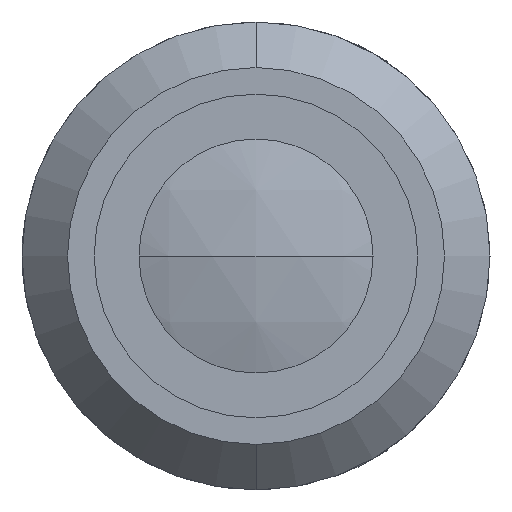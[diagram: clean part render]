
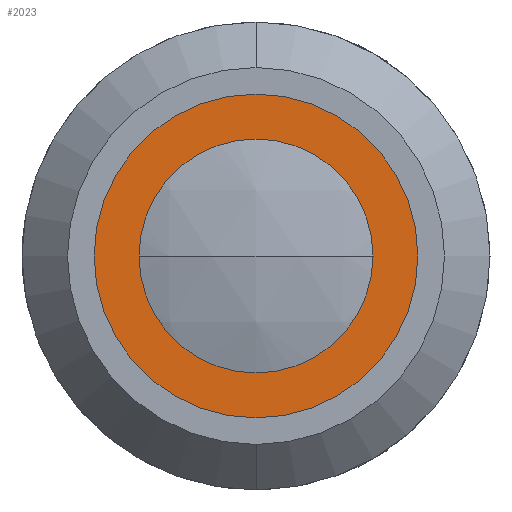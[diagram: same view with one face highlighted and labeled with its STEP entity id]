
A CAD part, left-side view. The second image highlights one B-rep face of the part: STEP entity #2023.
In plain terms, the highlighted planar face has unit normal (-1, 0, 0).
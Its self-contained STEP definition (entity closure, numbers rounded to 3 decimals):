
#75 = VERTEX_POINT ( 'NONE', #3674 ) ;
#89 = DIRECTION ( 'NONE',  ( 1., 0., 0. ) ) ;
#247 = EDGE_CURVE ( 'NONE', #2851, #75, #299, .T. ) ;
#299 = CIRCLE ( 'NONE', #887, 13.2 ) ;
#614 = AXIS2_PLACEMENT_3D ( 'NONE', #1390, #4186, #3391 ) ;
#679 = CARTESIAN_POINT ( 'NONE',  ( 3.5, 0., -9. ) ) ;
#725 = CARTESIAN_POINT ( 'NONE',  ( 3.5, 0., -13.2 ) ) ;
#887 = AXIS2_PLACEMENT_3D ( 'NONE', #1742, #3136, #4544 ) ;
#992 = AXIS2_PLACEMENT_3D ( 'NONE', #2015, #4434, #1971 ) ;
#1313 = VERTEX_POINT ( 'NONE', #679 ) ;
#1390 = CARTESIAN_POINT ( 'NONE',  ( 3.5, 0., 0. ) ) ;
#1492 = CARTESIAN_POINT ( 'NONE',  ( 3.5, 0., 0. ) ) ;
#1740 = ORIENTED_EDGE ( 'NONE', *, *, #1944, .F. ) ;
#1742 = CARTESIAN_POINT ( 'NONE',  ( 3.5, 0., 0. ) ) ;
#1807 = FACE_OUTER_BOUND ( 'NONE', #2042, .T. ) ;
#1902 = VERTEX_POINT ( 'NONE', #4537 ) ;
#1944 = EDGE_CURVE ( 'NONE', #1313, #1902, #3687, .T. ) ;
#1971 = DIRECTION ( 'NONE',  ( 0., 0., 1. ) ) ;
#2015 = CARTESIAN_POINT ( 'NONE',  ( 3.5, 0., 0. ) ) ;
#2023 = ADVANCED_FACE ( 'NONE', ( #2515, #1807 ), #2540, .F. ) ;
#2042 = EDGE_LOOP ( 'NONE', ( #3855, #4288 ) ) ;
#2379 = ORIENTED_EDGE ( 'NONE', *, *, #3717, .F. ) ;
#2515 = FACE_BOUND ( 'NONE', #4355, .T. ) ;
#2540 = PLANE ( 'NONE',  #3973 ) ;
#2851 = VERTEX_POINT ( 'NONE', #725 ) ;
#2889 = DIRECTION ( 'NONE',  ( -1., 0., 0. ) ) ;
#3136 = DIRECTION ( 'NONE',  ( -1., 0., 0. ) ) ;
#3225 = DIRECTION ( 'NONE',  ( 0., 0., -1. ) ) ;
#3327 = CIRCLE ( 'NONE', #992, 9. ) ;
#3391 = DIRECTION ( 'NONE',  ( 0., 0., 1. ) ) ;
#3674 = CARTESIAN_POINT ( 'NONE',  ( 3.5, 0., 13.2 ) ) ;
#3687 = CIRCLE ( 'NONE', #614, 9. ) ;
#3717 = EDGE_CURVE ( 'NONE', #1902, #1313, #3327, .T. ) ;
#3855 = ORIENTED_EDGE ( 'NONE', *, *, #4058, .T. ) ;
#3887 = CARTESIAN_POINT ( 'NONE',  ( 3.5, 13.2, 0. ) ) ;
#3973 = AXIS2_PLACEMENT_3D ( 'NONE', #3887, #89, #3225 ) ;
#4058 = EDGE_CURVE ( 'NONE', #75, #2851, #4508, .T. ) ;
#4186 = DIRECTION ( 'NONE',  ( -1., 0., 0. ) ) ;
#4288 = ORIENTED_EDGE ( 'NONE', *, *, #247, .T. ) ;
#4297 = DIRECTION ( 'NONE',  ( 0., 0., 1. ) ) ;
#4355 = EDGE_LOOP ( 'NONE', ( #2379, #1740 ) ) ;
#4360 = AXIS2_PLACEMENT_3D ( 'NONE', #1492, #2889, #4297 ) ;
#4434 = DIRECTION ( 'NONE',  ( -1., 0., 0. ) ) ;
#4508 = CIRCLE ( 'NONE', #4360, 13.2 ) ;
#4537 = CARTESIAN_POINT ( 'NONE',  ( 3.5, 0., 9. ) ) ;
#4544 = DIRECTION ( 'NONE',  ( 0., 0., 1. ) ) ;
